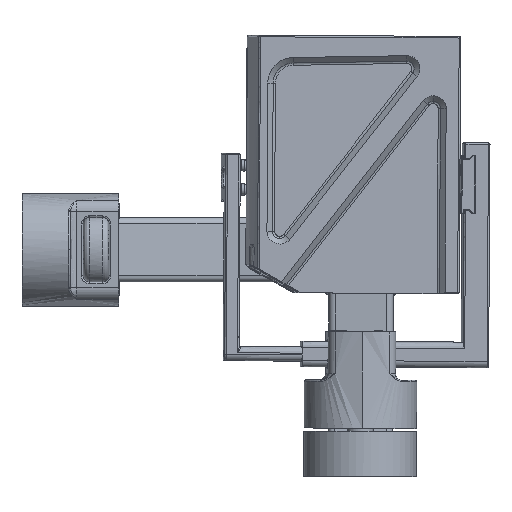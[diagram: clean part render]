
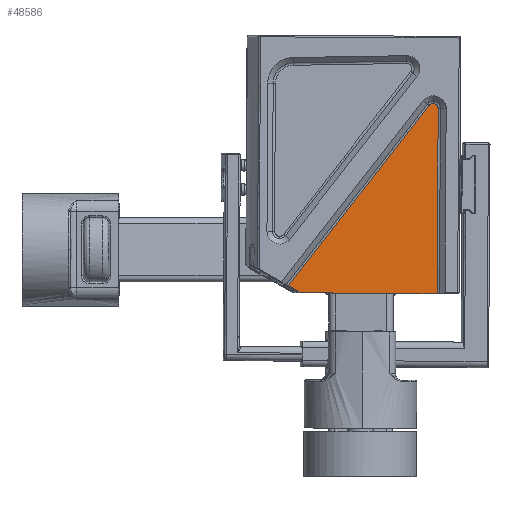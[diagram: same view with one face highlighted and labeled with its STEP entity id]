
A CAD part, left-side view. The second image highlights one B-rep face of the part: STEP entity #48586.
In plain terms, the highlighted free-form (B-spline) face has degree [1, 1] with [2, 2] control points.
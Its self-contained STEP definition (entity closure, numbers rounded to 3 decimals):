
#30795 = VERTEX_POINT('',#30796);
#30796 = CARTESIAN_POINT('',(-139.807,-68.461,
    33.069));
#30811 = VERTEX_POINT('',#30812);
#30812 = CARTESIAN_POINT('',(-139.76,-69.961,
    33.795));
#30818 = EDGE_CURVE('',#30811,#30795,#30819,.T.);
#30819 = ( BOUNDED_CURVE() B_SPLINE_CURVE(2,(#30820,#30821,#30822),
.UNSPECIFIED.,.F.,.F.) B_SPLINE_CURVE_WITH_KNOTS((3,3),(0.,0.913
),.PIECEWISE_BEZIER_KNOTS.) CURVE() GEOMETRIC_REPRESENTATION_ITEM() 
RATIONAL_B_SPLINE_CURVE((1.,0.898,1.)) REPRESENTATION_ITEM('') 
  );
#30820 = CARTESIAN_POINT('',(-139.76,-69.961,
    33.795));
#30821 = CARTESIAN_POINT('',(-139.789,-69.033,
    33.8));
#30822 = CARTESIAN_POINT('',(-139.807,-68.461,
    33.069));
#32894 = VERTEX_POINT('',#32895);
#32895 = CARTESIAN_POINT('',(-139.702,-71.417,
    -36.602));
#32901 = EDGE_CURVE('',#32894,#32902,#32904,.T.);
#32902 = VERTEX_POINT('',#32903);
#32903 = CARTESIAN_POINT('',(-141.249,-21.223,
    -36.294));
#32904 = B_SPLINE_CURVE_WITH_KNOTS('',1,(#32905,#32906),.UNSPECIFIED.,
  .F.,.F.,(2,2),(-38.957,3.183),
  .PIECEWISE_BEZIER_KNOTS.);
#32905 = CARTESIAN_POINT('',(-139.702,-71.417,
    -36.602));
#32906 = CARTESIAN_POINT('',(-141.249,-21.223,
    -36.294));
#48586 = ADVANCED_FACE('',(#48587),#48624,.T.);
#48587 = FACE_BOUND('',#48588,.T.);
#48588 = EDGE_LOOP('',(#48589,#48598,#48604,#48605,#48612,#48618,#48619)
  );
#48589 = ORIENTED_EDGE('',*,*,#48590,.F.);
#48590 = EDGE_CURVE('',#48591,#48593,#48595,.T.);
#48591 = VERTEX_POINT('',#48592);
#48592 = CARTESIAN_POINT('',(-141.258,-20.936,
    -36.218));
#48593 = VERTEX_POINT('',#48594);
#48594 = CARTESIAN_POINT('',(-141.4,-16.334,
    -33.644));
#48595 = B_SPLINE_CURVE_WITH_KNOTS('',1,(#48596,#48597),.UNSPECIFIED.,
  .F.,.F.,(2,2),(8.017,12.444),
  .PIECEWISE_BEZIER_KNOTS.);
#48596 = CARTESIAN_POINT('',(-141.258,-20.936,
    -36.218));
#48597 = CARTESIAN_POINT('',(-141.4,-16.334,
    -33.644));
#48598 = ORIENTED_EDGE('',*,*,#48599,.T.);
#48599 = EDGE_CURVE('',#48591,#32902,#48600,.T.);
#48600 = ( BOUNDED_CURVE() B_SPLINE_CURVE(2,(#48601,#48602,#48603),
.UNSPECIFIED.,.F.,.F.) B_SPLINE_CURVE_WITH_KNOTS((3,3),(2.638,
3.142),.PIECEWISE_BEZIER_KNOTS.) CURVE() 
GEOMETRIC_REPRESENTATION_ITEM() RATIONAL_B_SPLINE_CURVE((1.,
0.968,1.)) REPRESENTATION_ITEM('') );
#48601 = CARTESIAN_POINT('',(-141.258,-20.936,
    -36.218));
#48602 = CARTESIAN_POINT('',(-141.254,-21.07,
    -36.293));
#48603 = CARTESIAN_POINT('',(-141.249,-21.223,
    -36.294));
#48604 = ORIENTED_EDGE('',*,*,#32901,.F.);
#48605 = ORIENTED_EDGE('',*,*,#48606,.T.);
#48606 = EDGE_CURVE('',#32894,#48607,#48609,.T.);
#48607 = VERTEX_POINT('',#48608);
#48608 = CARTESIAN_POINT('',(-139.702,-71.838,
    31.893));
#48609 = B_SPLINE_CURVE_WITH_KNOTS('',1,(#48610,#48611),.UNSPECIFIED.,
  .F.,.F.,(2,2),(-57.478,0.),.PIECEWISE_BEZIER_KNOTS.);
#48610 = CARTESIAN_POINT('',(-139.702,-71.417,
    -36.602));
#48611 = CARTESIAN_POINT('',(-139.702,-71.838,
    31.893));
#48612 = ORIENTED_EDGE('',*,*,#48613,.T.);
#48613 = EDGE_CURVE('',#48607,#30811,#48614,.T.);
#48614 = ( BOUNDED_CURVE() B_SPLINE_CURVE(2,(#48615,#48616,#48617),
.UNSPECIFIED.,.F.,.F.) B_SPLINE_CURVE_WITH_KNOTS((3,3),(4.712,
6.283),.PIECEWISE_BEZIER_KNOTS.) CURVE() 
GEOMETRIC_REPRESENTATION_ITEM() RATIONAL_B_SPLINE_CURVE((1.,
0.707,1.)) REPRESENTATION_ITEM('') );
#48615 = CARTESIAN_POINT('',(-139.702,-71.838,
    31.893));
#48616 = CARTESIAN_POINT('',(-139.702,-71.85,
    33.783));
#48617 = CARTESIAN_POINT('',(-139.76,-69.961,
    33.795));
#48618 = ORIENTED_EDGE('',*,*,#30818,.T.);
#48619 = ORIENTED_EDGE('',*,*,#48620,.T.);
#48620 = EDGE_CURVE('',#30795,#48593,#48621,.T.);
#48621 = B_SPLINE_CURVE_WITH_KNOTS('',1,(#48622,#48623),.UNSPECIFIED.,
  .F.,.F.,(2,2),(0.,71.056),
  .PIECEWISE_BEZIER_KNOTS.);
#48622 = CARTESIAN_POINT('',(-139.807,-68.461,
    33.069));
#48623 = CARTESIAN_POINT('',(-141.4,-16.334,
    -33.644));
#48624 = B_SPLINE_SURFACE_WITH_KNOTS('',1,1,(
    (#48625,#48626)
    ,(#48627,#48628
    )),.UNSPECIFIED.,.F.,.F.,.F.,(2,2),(2,2),(-57.478,
    1.586),(-1.586,44.673),
  .PIECEWISE_BEZIER_KNOTS.);
#48625 = CARTESIAN_POINT('',(-139.702,-71.417,
    -36.602));
#48626 = CARTESIAN_POINT('',(-141.4,-16.318,
    -36.264));
#48627 = CARTESIAN_POINT('',(-139.702,-71.85,
    33.783));
#48628 = CARTESIAN_POINT('',(-141.4,-16.751,
    34.122));
